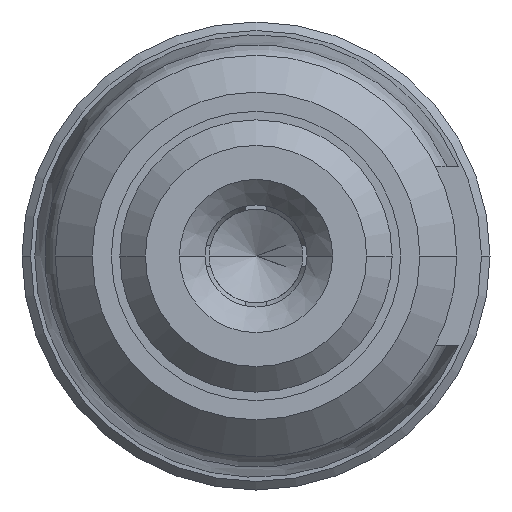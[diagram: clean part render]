
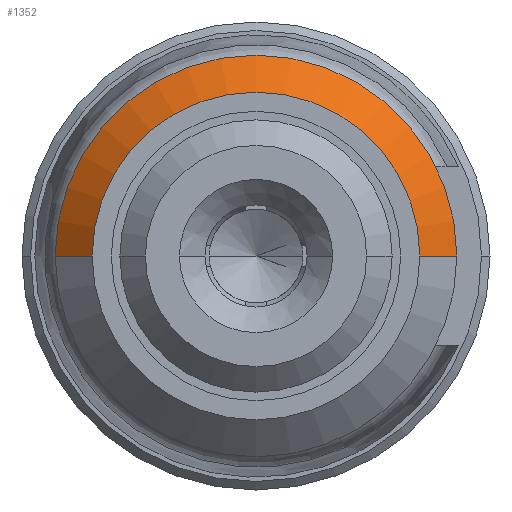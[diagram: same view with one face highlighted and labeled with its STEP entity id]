
A CAD part, left-side view. The second image highlights one B-rep face of the part: STEP entity #1352.
In plain terms, the highlighted conical face has half-angle 45 degrees and reference radius 2.143 mm.
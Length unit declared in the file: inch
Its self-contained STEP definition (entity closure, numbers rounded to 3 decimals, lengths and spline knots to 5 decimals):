
#200=CARTESIAN_POINT('',(0.22972,0.,0.));
#201=DIRECTION('',(1.,0.,0.));
#202=DIRECTION('',(0.,1.,0.));
#203=AXIS2_PLACEMENT_3D('',#200,#201,#202);
#205=CARTESIAN_POINT('',(0.2126,0.,0.));
#206=DIRECTION('',(1.,0.,0.));
#207=DIRECTION('',(0.,1.,0.));
#208=AXIS2_PLACEMENT_3D('',#205,#206,#207);
#210=DIRECTION('',(0.707,0.707,0.));
#211=VECTOR('',#210,0.02422);
#212=CARTESIAN_POINT('',(0.2126,0.07579,0.));
#213=LINE('',#212,#211);
#219=DIRECTION('',(0.707,-0.707,0.));
#220=VECTOR('',#219,0.02422);
#221=CARTESIAN_POINT('',(0.2126,-0.07579,0.));
#222=LINE('',#221,#220);
#842=CARTESIAN_POINT('',(0.2126,0.07579,0.));
#843=CARTESIAN_POINT('',(0.22972,0.09291,0.));
#844=VERTEX_POINT('',#842);
#845=VERTEX_POINT('',#843);
#856=CARTESIAN_POINT('',(0.2126,-0.07579,0.));
#857=CARTESIAN_POINT('',(0.22972,-0.09291,0.));
#858=VERTEX_POINT('',#856);
#859=VERTEX_POINT('',#857);
#1338=CARTESIAN_POINT('',(0.22116,0.,0.));
#1339=DIRECTION('',(1.,0.,0.));
#1340=DIRECTION('',(0.,-1.,0.));
#1341=AXIS2_PLACEMENT_3D('',#1338,#1339,#1340);
#1342=CONICAL_SURFACE('',#1341,0.08435,45.);
#1344=ORIENTED_EDGE('',*,*,#1343,.T.);
#1345=ORIENTED_EDGE('',*,*,#1333,.T.);
#1347=ORIENTED_EDGE('',*,*,#1346,.F.);
#1349=ORIENTED_EDGE('',*,*,#1348,.F.);
#1350=EDGE_LOOP('',(#1344,#1345,#1347,#1349));
#1351=FACE_OUTER_BOUND('',#1350,.F.);
#1352=ADVANCED_FACE('',(#1351),#1342,.T.);
#204=CIRCLE('',#203,0.09291);
#209=CIRCLE('',#208,0.07579);
#1333=EDGE_CURVE('',#845,#859,#204,.T.);
#1343=EDGE_CURVE('',#844,#845,#213,.T.);
#1346=EDGE_CURVE('',#858,#859,#222,.T.);
#1348=EDGE_CURVE('',#844,#858,#209,.T.);
